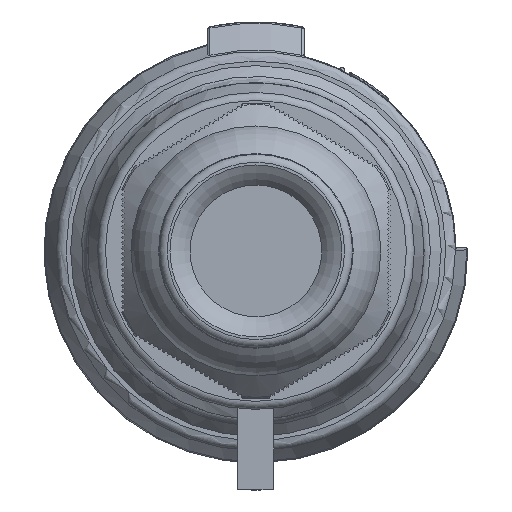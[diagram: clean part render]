
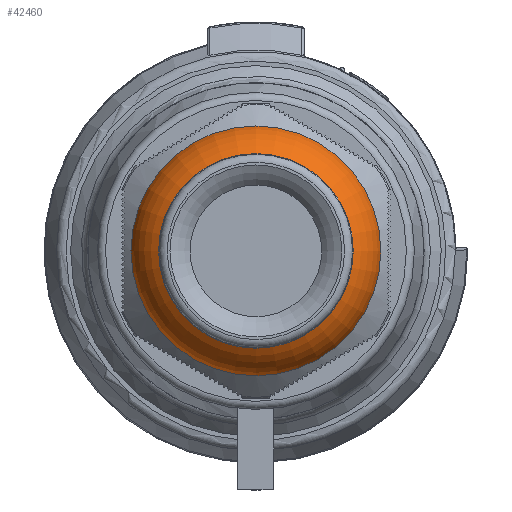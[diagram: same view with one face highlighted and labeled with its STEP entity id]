
A CAD part, front view. The second image highlights one B-rep face of the part: STEP entity #42460.
In plain terms, the highlighted toroidal (fillet/blend) face has major radius 11.861 mm and minor radius 11.76 mm.
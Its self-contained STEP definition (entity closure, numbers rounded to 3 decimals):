
#1857=TOROIDAL_SURFACE('',#44770,11.86,11.76);
#2536=CIRCLE('',#44767,23.25);
#2537=CIRCLE('',#44768,23.25);
#2538=CIRCLE('',#44769,23.25);
#2539=CIRCLE('',#44771,11.76);
#2540=CIRCLE('',#44772,18.118);
#2541=CIRCLE('',#44773,18.118);
#2968=FACE_OUTER_BOUND('',#5233,.T.);
#5233=EDGE_LOOP('',(#27064,#27065,#27066,#27067,#27068,#27069,#27070));
#16167=VERTEX_POINT('',#51961);
#16168=VERTEX_POINT('',#51963);
#16169=VERTEX_POINT('',#51965);
#16170=VERTEX_POINT('',#51969);
#16171=VERTEX_POINT('',#51971);
#20513=EDGE_CURVE('',#16167,#16168,#2536,.T.);
#20514=EDGE_CURVE('',#16168,#16169,#2537,.T.);
#20515=EDGE_CURVE('',#16169,#16167,#2538,.T.);
#20516=EDGE_CURVE('',#16169,#16170,#2539,.T.);
#20517=EDGE_CURVE('',#16170,#16171,#2540,.T.);
#20518=EDGE_CURVE('',#16171,#16170,#2541,.T.);
#27064=ORIENTED_EDGE('',*,*,#20514,.F.);
#27065=ORIENTED_EDGE('',*,*,#20513,.F.);
#27066=ORIENTED_EDGE('',*,*,#20515,.F.);
#27067=ORIENTED_EDGE('',*,*,#20516,.T.);
#27068=ORIENTED_EDGE('',*,*,#20517,.T.);
#27069=ORIENTED_EDGE('',*,*,#20518,.T.);
#27070=ORIENTED_EDGE('',*,*,#20516,.F.);
#42460=ADVANCED_FACE('',(#2968),#1857,.T.);
#44767=AXIS2_PLACEMENT_3D('',#51964,#46120,#46121);
#44768=AXIS2_PLACEMENT_3D('',#51966,#46122,#46123);
#44769=AXIS2_PLACEMENT_3D('',#51967,#46124,#46125);
#44770=AXIS2_PLACEMENT_3D('',#51968,#46126,#46127);
#44771=AXIS2_PLACEMENT_3D('',#51970,#46128,#46129);
#44772=AXIS2_PLACEMENT_3D('',#51972,#46130,#46131);
#44773=AXIS2_PLACEMENT_3D('',#51973,#46132,#46133);
#46120=DIRECTION('center_axis',(0.,1.,0.));
#46121=DIRECTION('ref_axis',(0.,0.,
-1.));
#46122=DIRECTION('center_axis',(0.,1.,0.));
#46123=DIRECTION('ref_axis',(0.,0.,
-1.));
#46124=DIRECTION('center_axis',(0.,1.,0.));
#46125=DIRECTION('ref_axis',(0.,0.,
-1.));
#46126=DIRECTION('center_axis',(0.,1.,0.));
#46127=DIRECTION('ref_axis',(1.,0.,0.));
#46128=DIRECTION('center_axis',(0.,0.,
1.));
#46129=DIRECTION('ref_axis',(-1.,0.,0.));
#46130=DIRECTION('center_axis',(0.,1.,0.));
#46131=DIRECTION('ref_axis',(0.,0.,
-1.));
#46132=DIRECTION('center_axis',(0.,1.,0.));
#46133=DIRECTION('ref_axis',(0.,0.,
-1.));
#51961=CARTESIAN_POINT('',(0.,-117.503,23.25));
#51963=CARTESIAN_POINT('',(0.,-117.503,-23.25));
#51964=CARTESIAN_POINT('Origin',(0.,-117.503,
0.));
#51965=CARTESIAN_POINT('',(-23.25,-117.503,0.));
#51966=CARTESIAN_POINT('Origin',(0.,-117.503,
0.));
#51967=CARTESIAN_POINT('Origin',(0.,-117.503,
0.));
#51968=CARTESIAN_POINT('Origin',(0.,-114.574,
0.));
#51969=CARTESIAN_POINT('',(-18.118,-124.532,0.));
#51970=CARTESIAN_POINT('Origin',(-11.86,-114.574,0.));
#51971=CARTESIAN_POINT('',(0.,-124.532,-18.118));
#51972=CARTESIAN_POINT('Origin',(0.,-124.532,
0.));
#51973=CARTESIAN_POINT('Origin',(0.,-124.532,
0.));
